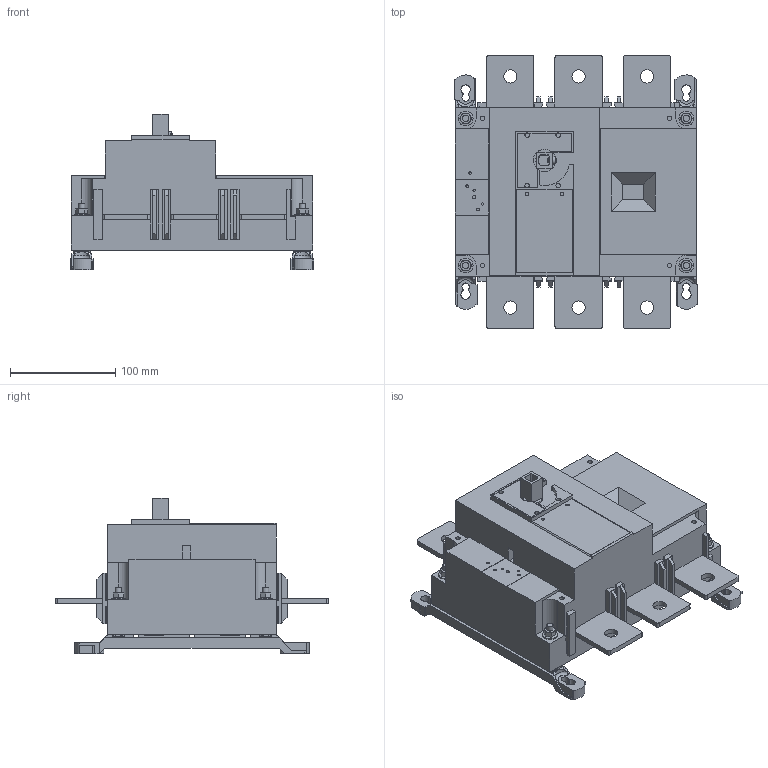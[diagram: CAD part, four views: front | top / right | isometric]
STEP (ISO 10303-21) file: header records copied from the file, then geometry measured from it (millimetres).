
FILE_DESCRIPTION(/* description */ (''),/* implementation_level */ '2;1');
FILE_NAME(/* name */ 'SIRCO_B5_3P_UL_400A.stp',/* time_stamp */ '2010-04-30T09:57:47+02:00',/* author */ (''),/* organization */ (''),/* preprocessor_version */ 'ST-DEVELOPER v11',/* originating_system */ 'SIEMENS UGS NX 6.0',/* authorisation */ '');
FILE_SCHEMA (('CONFIG_CONTROL_DESIGN'));
Length unit declared in the file: millimetre
Products named in the file (1): SIRCO_B5_3P_UL_400A
Bounding box: 232 x 260 x 147.6 mm (x, y, z)
Volume: 3265096.2 mm3; surface area: 246246 mm2
Topology: 16 solids, 16 shells, 830 faces, 2182 edges, 1434 vertices
Faces by surface type: plane 546, cylinder 210, cone 58, torus 16
Full cylindrical faces by diameter (mm): 2.1 x2, 2.5 x3, 3 x1, 3.2 x2, 4.2 x1, 4.25 x4, 4.3 x4, 5 x5, 6 x4, 6.2 x4, 6.3 x12, 6.6 x4, 7 x4, 7.95 x4, 8 x4, 8.4 x4, 12 x4, 12.7 x6, 14 x4, 21.15 x1, 21.25 x1
Entity records: 25080 total; most frequent: CARTESIAN_POINT 4758, DIRECTION 4104, ORIENTED_EDGE 4064, EDGE_CURVE 2032, LINE 1428, VECTOR 1428, VERTEX_POINT 1404, AXIS2_PLACEMENT_3D 1338
